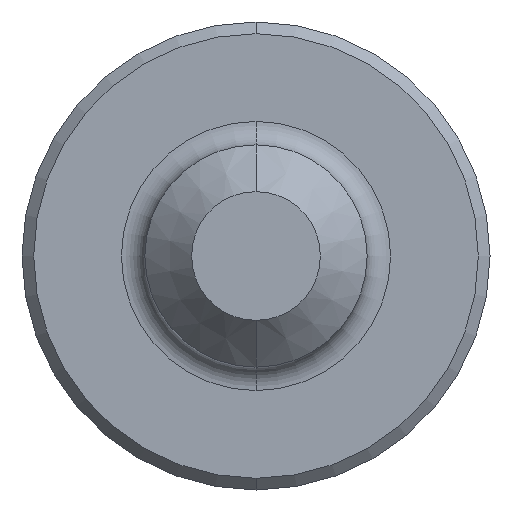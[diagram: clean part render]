
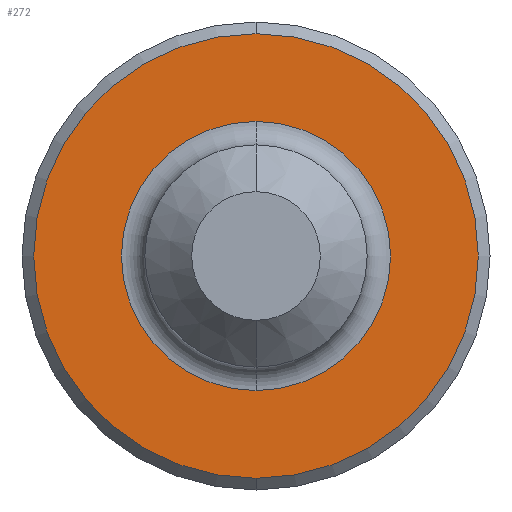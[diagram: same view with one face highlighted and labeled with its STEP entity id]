
A CAD part, front view. The second image highlights one B-rep face of the part: STEP entity #272.
In plain terms, the highlighted planar face has unit normal (0, -1, 0).
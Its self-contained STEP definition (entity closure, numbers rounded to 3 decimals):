
#3 = CIRCLE ( 'NONE', #105, 9.5 ) ;
#13 = CARTESIAN_POINT ( 'NONE',  ( 0., 0., 0. ) ) ;
#24 = CARTESIAN_POINT ( 'NONE',  ( 0., 0., 9.5 ) ) ;
#49 = CARTESIAN_POINT ( 'NONE',  ( -4.75, 0., 0. ) ) ;
#60 = CARTESIAN_POINT ( 'NONE',  ( 0., 0., 0. ) ) ;
#61 = DIRECTION ( 'NONE',  ( 0., -1., 0. ) ) ;
#67 = CIRCLE ( 'NONE', #192, 5.75 ) ;
#87 = DIRECTION ( 'NONE',  ( 0., 1., 0. ) ) ;
#105 = AXIS2_PLACEMENT_3D ( 'NONE', #123, #151, #154 ) ;
#108 = CARTESIAN_POINT ( 'NONE',  ( 0., 0., 5.75 ) ) ;
#123 = CARTESIAN_POINT ( 'NONE',  ( 0., 0., 0. ) ) ;
#127 = ORIENTED_EDGE ( 'NONE', *, *, #459, .T. ) ;
#128 = AXIS2_PLACEMENT_3D ( 'NONE', #13, #87, #529 ) ;
#140 = EDGE_CURVE ( 'NONE', #159, #231, #3, .T. ) ;
#142 = EDGE_LOOP ( 'NONE', ( #317, #393 ) ) ;
#151 = DIRECTION ( 'NONE',  ( 0., -1., 0. ) ) ;
#154 = DIRECTION ( 'NONE',  ( 0., 0., -1. ) ) ;
#159 = VERTEX_POINT ( 'NONE', #252 ) ;
#161 = DIRECTION ( 'NONE',  ( 0., 0., -1. ) ) ;
#167 = FACE_OUTER_BOUND ( 'NONE', #303, .T. ) ;
#192 = AXIS2_PLACEMENT_3D ( 'NONE', #455, #490, #238 ) ;
#221 = ORIENTED_EDGE ( 'NONE', *, *, #140, .T. ) ;
#224 = CARTESIAN_POINT ( 'NONE',  ( 0., 0., -5.75 ) ) ;
#226 = AXIS2_PLACEMENT_3D ( 'NONE', #49, #371, #377 ) ;
#231 = VERTEX_POINT ( 'NONE', #24 ) ;
#238 = DIRECTION ( 'NONE',  ( 0., 0., -1. ) ) ;
#248 = VERTEX_POINT ( 'NONE', #108 ) ;
#252 = CARTESIAN_POINT ( 'NONE',  ( 0., 0., -9.5 ) ) ;
#272 = ADVANCED_FACE ( 'NONE', ( #167, #404 ), #282, .T. ) ;
#282 = PLANE ( 'NONE',  #226 ) ;
#295 = EDGE_CURVE ( 'NONE', #248, #379, #67, .T. ) ;
#303 = EDGE_LOOP ( 'NONE', ( #127, #221 ) ) ;
#317 = ORIENTED_EDGE ( 'NONE', *, *, #332, .T. ) ;
#332 = EDGE_CURVE ( 'NONE', #379, #248, #527, .T. ) ;
#341 = AXIS2_PLACEMENT_3D ( 'NONE', #60, #61, #161 ) ;
#362 = CIRCLE ( 'NONE', #341, 9.5 ) ;
#371 = DIRECTION ( 'NONE',  ( 0., -1., 0. ) ) ;
#377 = DIRECTION ( 'NONE',  ( 0., 0., -1. ) ) ;
#379 = VERTEX_POINT ( 'NONE', #224 ) ;
#393 = ORIENTED_EDGE ( 'NONE', *, *, #295, .T. ) ;
#404 = FACE_BOUND ( 'NONE', #142, .T. ) ;
#455 = CARTESIAN_POINT ( 'NONE',  ( 0., 0., 0. ) ) ;
#459 = EDGE_CURVE ( 'NONE', #231, #159, #362, .T. ) ;
#490 = DIRECTION ( 'NONE',  ( 0., 1., 0. ) ) ;
#527 = CIRCLE ( 'NONE', #128, 5.75 ) ;
#529 = DIRECTION ( 'NONE',  ( 0., 0., -1. ) ) ;
